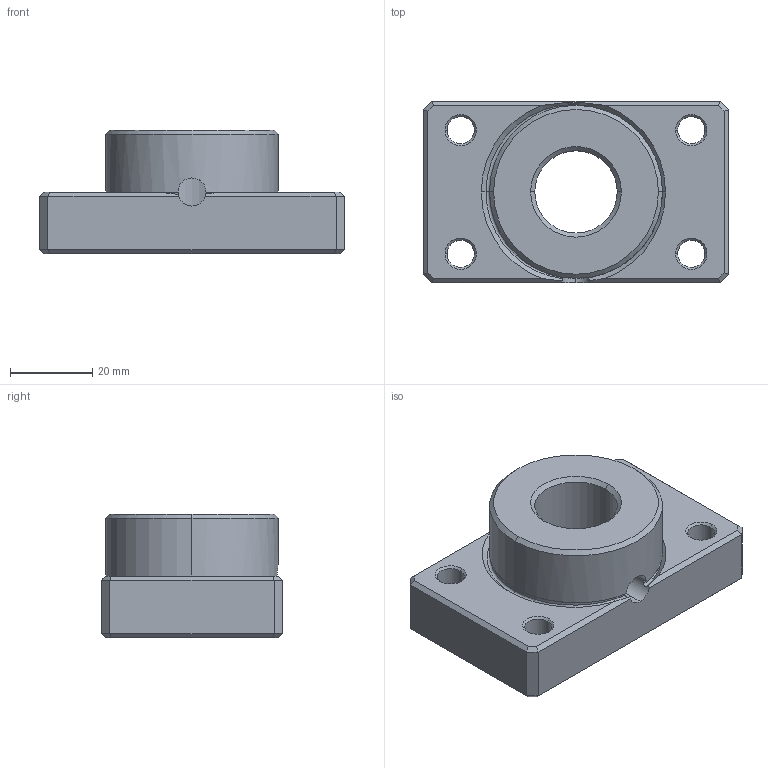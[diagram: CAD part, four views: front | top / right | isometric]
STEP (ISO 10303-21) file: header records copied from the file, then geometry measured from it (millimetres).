
FILE_DESCRIPTION (( 'STEP AP214' ), '1' );
FILE_NAME ('MGH-D20.step', '2024-12-23T09:36:25', ( '' ), ( '' ), 'SwSTEP 2.0', 'SolidWorks 2016', '' );
FILE_SCHEMA (( 'AUTOMOTIVE_DESIGN' ));
Length unit declared in the file: millimetre
Products named in the file (1): MGH-D20
Bounding box: 74 x 44 x 30 mm (x, y, z)
Volume: 57017 mm3; surface area: 14217.3 mm2
Topology: 1 solids, 1 shells, 76 faces, 180 edges, 105 vertices
Faces by surface type: plane 31, cone 25, cylinder 17, torus 3
Entity records: 2339 total; most frequent: CARTESIAN_POINT 505, DIRECTION 383, ORIENTED_EDGE 360, EDGE_CURVE 180, AXIS2_PLACEMENT_3D 141, VERTEX_POINT 105, VECTOR 101, LINE 101
